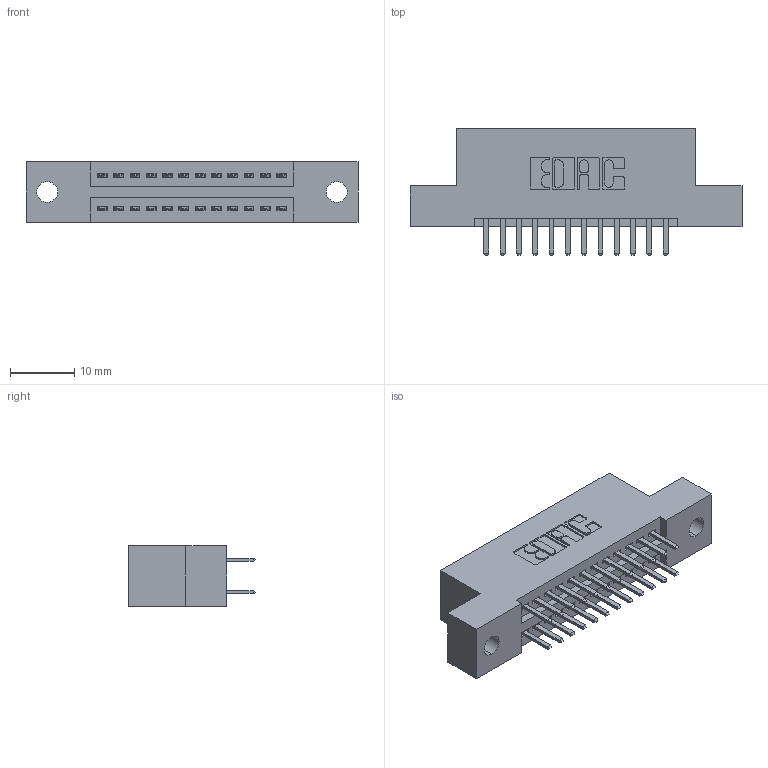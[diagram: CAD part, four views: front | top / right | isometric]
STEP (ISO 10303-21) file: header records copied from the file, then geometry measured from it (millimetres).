
FILE_DESCRIPTION (( 'STEP AP203' ), '1' );
FILE_NAME ('395-024-520-202.STEP', '2019-10-16T15:48:40', ( '' ), ( '' ), 'SwSTEP 2.0', 'SolidWorks 2016', '' );
FILE_SCHEMA (( 'CONFIG_CONTROL_DESIGN' ));
Length unit declared in the file: inch
Products named in the file (3): 345 Part_Flush Mounting Lugs - 0.128 Dia; 345-292-001_345-293-120; 395-024-520-202
Assembly tree (25 placements, depth 2):
  395-024-520-202
    345 Part_Flush Mounting Lugs - 0.128 Dia
    345-292-001_345-293-120  x24
Bounding box: 51.69 x 19.68 x 9.4 mm (x, y, z)
Volume: 4695.4 mm3; surface area: 6064.4 mm2
Topology: 25 solids, 25 shells, 1422 faces, 4109 edges, 2674 vertices
Faces by surface type: plane 920, cylinder 502
Entity records: 13571 total; most frequent: CARTESIAN_POINT 2316, ORIENTED_EDGE 2238, DIRECTION 2067, EDGE_CURVE 1119, VECTOR 935, LINE 935, VERTEX_POINT 742, AXIS2_PLACEMENT_3D 566
